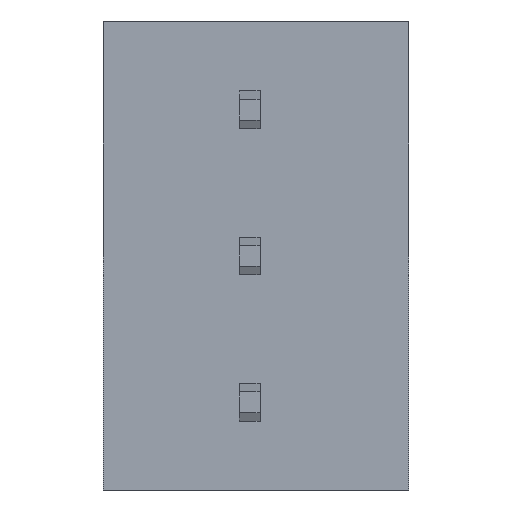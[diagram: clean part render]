
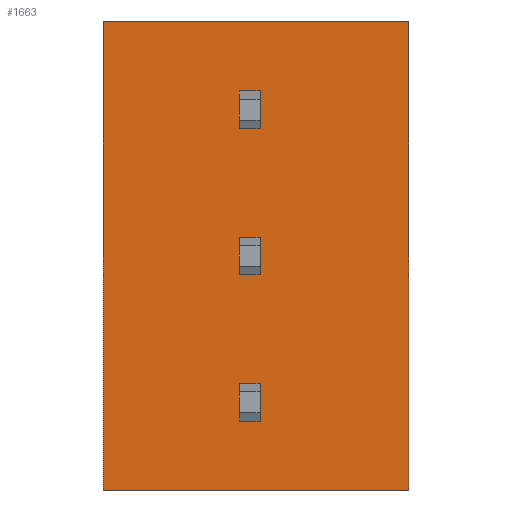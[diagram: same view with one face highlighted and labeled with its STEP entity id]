
A CAD part, front view. The second image highlights one B-rep face of the part: STEP entity #1663.
In plain terms, the highlighted planar face has unit normal (0, -1, 0).
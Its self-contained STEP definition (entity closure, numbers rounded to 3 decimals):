
#37=DIRECTION('',(-1.,0.,0.));
#38=VECTOR('',#37,7.3);
#39=CARTESIAN_POINT('',(3.8,-3.305,9.1));
#40=LINE('',#39,#38);
#69=DIRECTION('',(0.,0.,1.));
#70=VECTOR('',#69,11.2);
#71=CARTESIAN_POINT('',(-3.5,-3.305,-2.1));
#72=LINE('',#71,#70);
#73=DIRECTION('',(1.,0.,0.));
#74=VECTOR('',#73,0.5);
#75=CARTESIAN_POINT('',(-0.25,-3.305,-0.45));
#76=LINE('',#75,#74);
#77=DIRECTION('',(0.,0.,1.));
#78=VECTOR('',#77,0.9);
#79=CARTESIAN_POINT('',(0.25,-3.305,-0.45));
#80=LINE('',#79,#78);
#81=DIRECTION('',(1.,0.,0.));
#82=VECTOR('',#81,0.5);
#83=CARTESIAN_POINT('',(-0.25,-3.305,0.45));
#84=LINE('',#83,#82);
#85=DIRECTION('',(0.,0.,1.));
#86=VECTOR('',#85,0.9);
#87=CARTESIAN_POINT('',(-0.25,-3.305,-0.45));
#88=LINE('',#87,#86);
#89=DIRECTION('',(1.,0.,0.));
#90=VECTOR('',#89,0.5);
#91=CARTESIAN_POINT('',(-0.25,-3.305,3.05));
#92=LINE('',#91,#90);
#93=DIRECTION('',(0.,0.,1.));
#94=VECTOR('',#93,0.9);
#95=CARTESIAN_POINT('',(0.25,-3.305,3.05));
#96=LINE('',#95,#94);
#97=DIRECTION('',(1.,0.,0.));
#98=VECTOR('',#97,0.5);
#99=CARTESIAN_POINT('',(-0.25,-3.305,3.95));
#100=LINE('',#99,#98);
#101=DIRECTION('',(0.,0.,1.));
#102=VECTOR('',#101,0.9);
#103=CARTESIAN_POINT('',(-0.25,-3.305,3.05));
#104=LINE('',#103,#102);
#105=DIRECTION('',(1.,0.,0.));
#106=VECTOR('',#105,0.5);
#107=CARTESIAN_POINT('',(-0.25,-3.305,6.55));
#108=LINE('',#107,#106);
#109=DIRECTION('',(0.,0.,1.));
#110=VECTOR('',#109,0.9);
#111=CARTESIAN_POINT('',(0.25,-3.305,6.55));
#112=LINE('',#111,#110);
#113=DIRECTION('',(1.,0.,0.));
#114=VECTOR('',#113,0.5);
#115=CARTESIAN_POINT('',(-0.25,-3.305,7.45));
#116=LINE('',#115,#114);
#117=DIRECTION('',(0.,0.,1.));
#118=VECTOR('',#117,0.9);
#119=CARTESIAN_POINT('',(-0.25,-3.305,6.55));
#120=LINE('',#119,#118);
#121=DIRECTION('',(0.,0.,1.));
#122=VECTOR('',#121,11.2);
#123=CARTESIAN_POINT('',(3.8,-3.305,-2.1));
#124=LINE('',#123,#122);
#175=DIRECTION('',(-1.,0.,0.));
#176=VECTOR('',#175,7.3);
#177=CARTESIAN_POINT('',(3.8,-3.305,-2.1));
#178=LINE('',#177,#176);
#1231=CARTESIAN_POINT('',(-3.5,-3.305,9.1));
#1233=VERTEX_POINT('',#1231);
#1235=CARTESIAN_POINT('',(3.8,-3.305,9.1));
#1236=VERTEX_POINT('',#1235);
#1245=CARTESIAN_POINT('',(-3.5,-3.305,-2.1));
#1247=VERTEX_POINT('',#1245);
#1249=CARTESIAN_POINT('',(3.8,-3.305,-2.1));
#1250=VERTEX_POINT('',#1249);
#1333=CARTESIAN_POINT('',(-0.25,-3.305,-0.45));
#1334=CARTESIAN_POINT('',(0.25,-3.305,-0.45));
#1335=VERTEX_POINT('',#1333);
#1336=VERTEX_POINT('',#1334);
#1337=CARTESIAN_POINT('',(-0.25,-3.305,0.45));
#1338=CARTESIAN_POINT('',(0.25,-3.305,0.45));
#1339=VERTEX_POINT('',#1337);
#1340=VERTEX_POINT('',#1338);
#1431=CARTESIAN_POINT('',(-0.25,-3.305,3.05));
#1432=CARTESIAN_POINT('',(0.25,-3.305,3.05));
#1433=VERTEX_POINT('',#1431);
#1434=VERTEX_POINT('',#1432);
#1435=CARTESIAN_POINT('',(-0.25,-3.305,3.95));
#1436=CARTESIAN_POINT('',(0.25,-3.305,3.95));
#1437=VERTEX_POINT('',#1435);
#1438=VERTEX_POINT('',#1436);
#1529=CARTESIAN_POINT('',(-0.25,-3.305,6.55));
#1530=CARTESIAN_POINT('',(0.25,-3.305,6.55));
#1531=VERTEX_POINT('',#1529);
#1532=VERTEX_POINT('',#1530);
#1533=CARTESIAN_POINT('',(-0.25,-3.305,7.45));
#1534=CARTESIAN_POINT('',(0.25,-3.305,7.45));
#1535=VERTEX_POINT('',#1533);
#1536=VERTEX_POINT('',#1534);
#1620=CARTESIAN_POINT('',(-3.5,-3.305,9.1));
#1621=DIRECTION('',(0.,-1.,0.));
#1622=DIRECTION('',(1.,0.,0.));
#1623=AXIS2_PLACEMENT_3D('',#1620,#1621,#1622);
#1624=PLANE('',#1623);
#1625=ORIENTED_EDGE('',*,*,#1570,.F.);
#1627=ORIENTED_EDGE('',*,*,#1626,.F.);
#1629=ORIENTED_EDGE('',*,*,#1628,.T.);
#1630=ORIENTED_EDGE('',*,*,#1581,.T.);
#1631=EDGE_LOOP('',(#1625,#1627,#1629,#1630));
#1632=FACE_OUTER_BOUND('',#1631,.F.);
#1634=ORIENTED_EDGE('',*,*,#1633,.T.);
#1636=ORIENTED_EDGE('',*,*,#1635,.T.);
#1638=ORIENTED_EDGE('',*,*,#1637,.F.);
#1640=ORIENTED_EDGE('',*,*,#1639,.F.);
#1641=EDGE_LOOP('',(#1634,#1636,#1638,#1640));
#1642=FACE_BOUND('',#1641,.F.);
#1644=ORIENTED_EDGE('',*,*,#1643,.T.);
#1646=ORIENTED_EDGE('',*,*,#1645,.T.);
#1648=ORIENTED_EDGE('',*,*,#1647,.F.);
#1650=ORIENTED_EDGE('',*,*,#1649,.F.);
#1651=EDGE_LOOP('',(#1644,#1646,#1648,#1650));
#1652=FACE_BOUND('',#1651,.F.);
#1654=ORIENTED_EDGE('',*,*,#1653,.T.);
#1656=ORIENTED_EDGE('',*,*,#1655,.T.);
#1658=ORIENTED_EDGE('',*,*,#1657,.F.);
#1660=ORIENTED_EDGE('',*,*,#1659,.F.);
#1661=EDGE_LOOP('',(#1654,#1656,#1658,#1660));
#1662=FACE_BOUND('',#1661,.F.);
#1570=EDGE_CURVE('',#1236,#1233,#40,.T.);
#1581=EDGE_CURVE('',#1247,#1233,#72,.T.);
#1626=EDGE_CURVE('',#1250,#1236,#124,.T.);
#1628=EDGE_CURVE('',#1250,#1247,#178,.T.);
#1633=EDGE_CURVE('',#1335,#1336,#76,.T.);
#1635=EDGE_CURVE('',#1336,#1340,#80,.T.);
#1637=EDGE_CURVE('',#1339,#1340,#84,.T.);
#1639=EDGE_CURVE('',#1335,#1339,#88,.T.);
#1643=EDGE_CURVE('',#1433,#1434,#92,.T.);
#1645=EDGE_CURVE('',#1434,#1438,#96,.T.);
#1647=EDGE_CURVE('',#1437,#1438,#100,.T.);
#1649=EDGE_CURVE('',#1433,#1437,#104,.T.);
#1653=EDGE_CURVE('',#1531,#1532,#108,.T.);
#1655=EDGE_CURVE('',#1532,#1536,#112,.T.);
#1657=EDGE_CURVE('',#1535,#1536,#116,.T.);
#1659=EDGE_CURVE('',#1531,#1535,#120,.T.);
#1663=ADVANCED_FACE('',(#1632,#1642,#1652,#1662),#1624,.T.);
